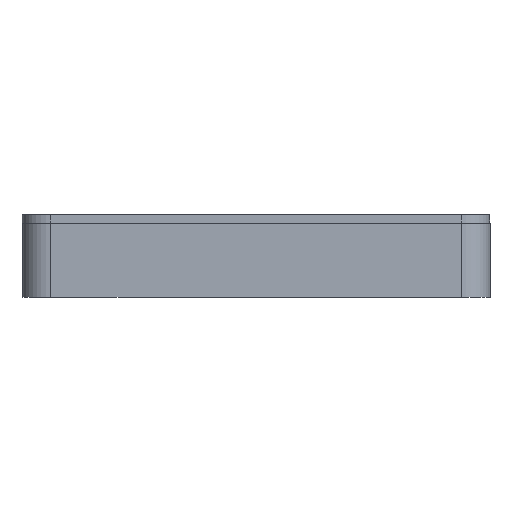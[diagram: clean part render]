
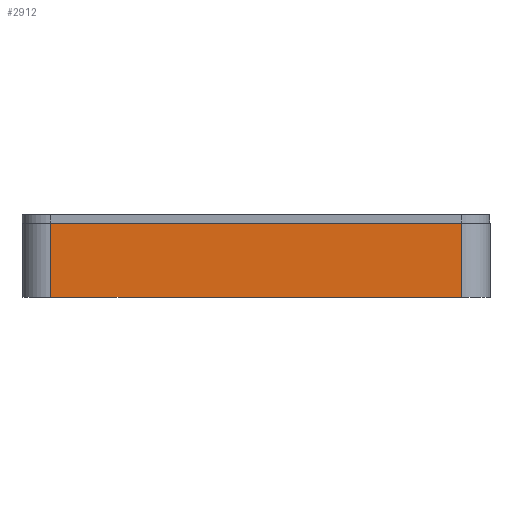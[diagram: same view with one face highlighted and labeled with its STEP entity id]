
A CAD part, left-side view. The second image highlights one B-rep face of the part: STEP entity #2912.
In plain terms, the highlighted face is planar.
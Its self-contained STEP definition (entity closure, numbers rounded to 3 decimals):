
#482=FACE_OUTER_BOUND('',#720,.T.);
#720=EDGE_LOOP('',(#2307,#2308,#2309,#2310));
#907=LINE('',#4602,#1139);
#912=LINE('',#4624,#1144);
#914=LINE('',#4630,#1146);
#915=LINE('',#4631,#1147);
#1139=VECTOR('',#3741,10.);
#1144=VECTOR('',#3764,10.);
#1146=VECTOR('',#3770,10.);
#1147=VECTOR('',#3771,10.);
#1414=VERTEX_POINT('',#4599);
#1415=VERTEX_POINT('',#4601);
#1423=VERTEX_POINT('',#4623);
#1425=VERTEX_POINT('',#4629);
#1735=EDGE_CURVE('',#1414,#1415,#907,.T.);
#1746=EDGE_CURVE('',#1415,#1423,#912,.T.);
#1749=EDGE_CURVE('',#1425,#1414,#914,.T.);
#1750=EDGE_CURVE('',#1425,#1423,#915,.T.);
#2307=ORIENTED_EDGE('',*,*,#1746,.F.);
#2308=ORIENTED_EDGE('',*,*,#1735,.F.);
#2309=ORIENTED_EDGE('',*,*,#1749,.F.);
#2310=ORIENTED_EDGE('',*,*,#1750,.T.);
#2807=PLANE('',#3200);
#2912=ADVANCED_FACE('',(#482),#2807,.T.);
#3200=AXIS2_PLACEMENT_3D('',#4628,#3768,#3769);
#3741=DIRECTION('',(0.,1.,0.));
#3764=DIRECTION('',(0.,0.,-1.));
#3768=DIRECTION('center_axis',(1.,0.,0.));
#3769=DIRECTION('ref_axis',(0.,1.,0.));
#3770=DIRECTION('',(0.,0.,1.));
#3771=DIRECTION('',(0.,1.,0.));
#4599=CARTESIAN_POINT('',(17.127,-50.873,13.));
#4601=CARTESIAN_POINT('',(17.127,21.097,13.));
#4602=CARTESIAN_POINT('',(17.127,-55.873,13.));
#4623=CARTESIAN_POINT('',(17.127,21.097,0.));
#4624=CARTESIAN_POINT('',(17.127,21.097,0.));
#4628=CARTESIAN_POINT('Origin',(17.127,-55.873,0.));
#4629=CARTESIAN_POINT('',(17.127,-50.873,0.));
#4630=CARTESIAN_POINT('',(17.127,-50.873,0.));
#4631=CARTESIAN_POINT('',(17.127,-55.873,0.));
